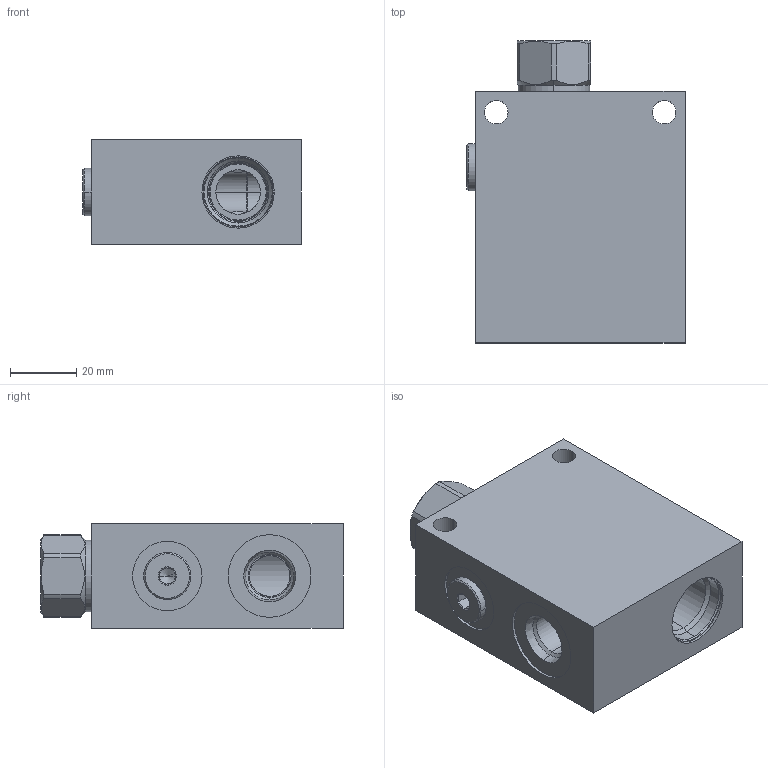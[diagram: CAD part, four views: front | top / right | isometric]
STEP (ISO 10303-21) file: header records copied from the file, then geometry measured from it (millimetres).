
FILE_DESCRIPTION((''),'2;1');
FILE_NAME('X5K_ASM','2019-08-13T',('ProEService'),(''),'PRO/ENGINEER BY PARAMETRIC TECHNOLOGY CORPORATION, 2014200','PRO/ENGINEER BY PARAMETRIC TECHNOLOGY CORPORATION, 2014200','');
FILE_SCHEMA(('CONFIG_CONTROL_DESIGN'));
Length unit declared in the file: inch
Products named in the file (4): 157-434-004; A330-006-004; CXDAXAN; X5K_ASM
Assembly tree (3 placements, depth 2):
  X5K_ASM
    157-434-004
    A330-006-004
    CXDAXAN
Bounding box: 66.01 x 91.44 x 31.75 mm (x, y, z)
Volume: 132593.2 mm3; surface area: 34317.5 mm2
Topology: 4 solids, 4 shells, 334 faces, 1005 edges, 785 vertices
Faces by surface type: cylinder 154, cone 85, plane 59, torus 30, revolution 6
Entity records: 13393 total; most frequent: CARTESIAN_POINT 4457, DIRECTION 1893, ORIENTED_EDGE 1552, EDGE_CURVE 776, AXIS2_PLACEMENT_3D 702, VECTOR 483, LINE 483, VERTEX_POINT 470
